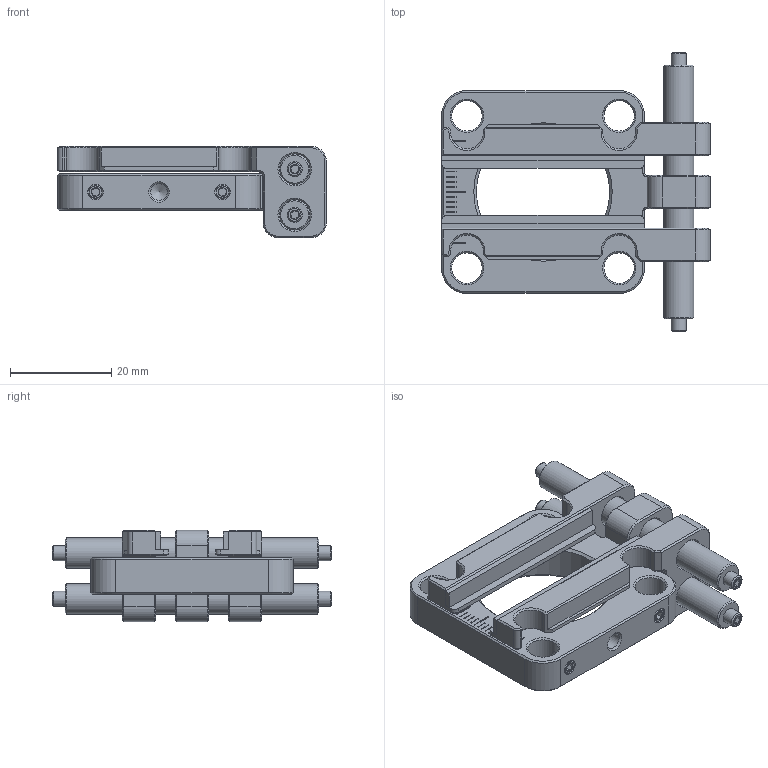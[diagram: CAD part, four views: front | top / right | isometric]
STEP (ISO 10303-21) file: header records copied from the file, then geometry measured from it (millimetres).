
FILE_DESCRIPTION (( 'STEP AP203' ), '1' );
FILE_NAME ('530157.STEP', '2025-05-07T04:13:01', ( 'Windows User' ), ( 'P R C' ), 'SwSTEP 2.0', 'SolidWorks 2020', '' );
FILE_SCHEMA (( 'CONFIG_CONTROL_DESIGN' ));
Length unit declared in the file: millimetre
Products named in the file (1): 530157
Bounding box: 53 x 55 x 18 mm (x, y, z)
Volume: 14900 mm3; surface area: 12538.4 mm2
Topology: 16 solids, 16 shells, 682 faces, 1578 edges, 976 vertices
Faces by surface type: plane 457, cone 160, cylinder 65
Full cylindrical faces by diameter (mm): 2.5 x14, 3 x9, 3.3 x1, 6 x12, 26.289 x1
Entity records: 18637 total; most frequent: CARTESIAN_POINT 3865, DIRECTION 2972, ORIENTED_EDGE 2818, EDGE_CURVE 1409, LINE 1056, VECTOR 1056, AXIS2_PLACEMENT_3D 958, VERTEX_POINT 915
